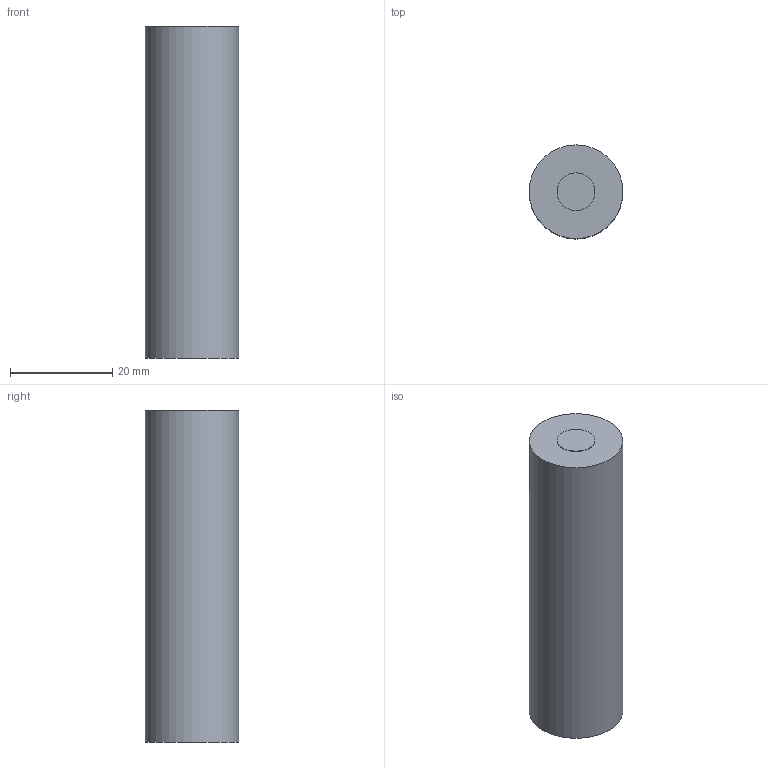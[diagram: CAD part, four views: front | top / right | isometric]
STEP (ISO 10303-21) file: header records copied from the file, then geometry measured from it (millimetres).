
FILE_DESCRIPTION( ( 'STEP Version 203' ), '1' );
FILE_NAME( 'cylindrical.stp', '06/14/23 14:29:00', ( 'handa' ), ( ' ' ), 'PSStep 21.0.47', 'DesignModeler STEP Output', ' ' );
FILE_SCHEMA( ( 'AUTOMOTIVE_DESIGN { 1 0 10303 214 1 1 1 1 }' ) );
Length unit declared in the file: metre
Products named in the file (1): US18650VTC6
Bounding box: 18.35 x 18.35 x 65 mm (x, y, z)
Volume: 17159 mm3; surface area: 4271.2 mm2
Topology: 1 solids, 1 shells, 6 faces, 9 edges, 6 vertices
Faces by surface type: plane 3, cylinder 3
Full cylindrical faces by diameter (mm): 18.35 x1
Entity records: 149 total; most frequent: DIRECTION 28, CARTESIAN_POINT 21, ORIENTED_EDGE 16, AXIS2_PLACEMENT_3D 13, EDGE_LOOP 8, EDGE_CURVE 8, FACE_OUTER_BOUND 7, ADVANCED_FACE 6
